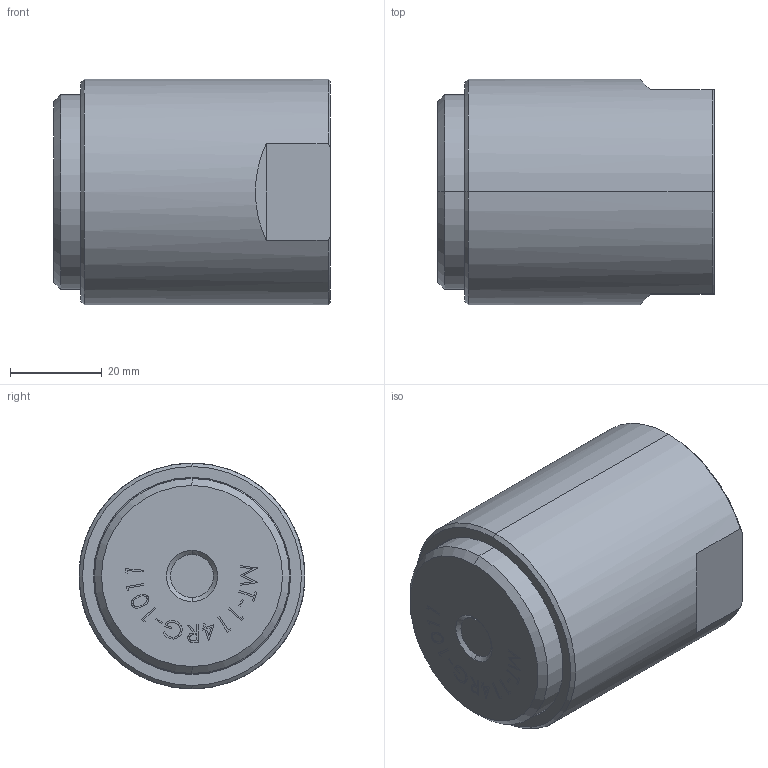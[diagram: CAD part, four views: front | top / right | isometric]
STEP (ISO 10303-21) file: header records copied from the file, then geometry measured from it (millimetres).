
FILE_DESCRIPTION (( 'STEP AP203' ), '1' );
FILE_NAME ('MT-114RG-1011.step', '2019-10-25T17:02:13', ( '' ), ( '' ), 'SwSTEP 2.0', 'SolidWorks 2020', '' );
FILE_SCHEMA (( 'CONFIG_CONTROL_DESIGN' ));
Length unit declared in the file: inch
Products named in the file (1): MT-114RG-1011
Bounding box: 60.33 x 49.21 x 49.21 mm (x, y, z)
Volume: 88258.5 mm3; surface area: 30853.2 mm2
Topology: 9 solids, 9 shells, 235 faces, 593 edges, 388 vertices
Faces by surface type: plane 121, cylinder 42, cone 30, bspline 26, sphere 10, torus 6
Entity records: 13689 total; most frequent: CARTESIAN_POINT 8320, ORIENTED_EDGE 1136, DIRECTION 983, EDGE_CURVE 568, VERTEX_POINT 373, LINE 361, VECTOR 361, AXIS2_PLACEMENT_3D 311
